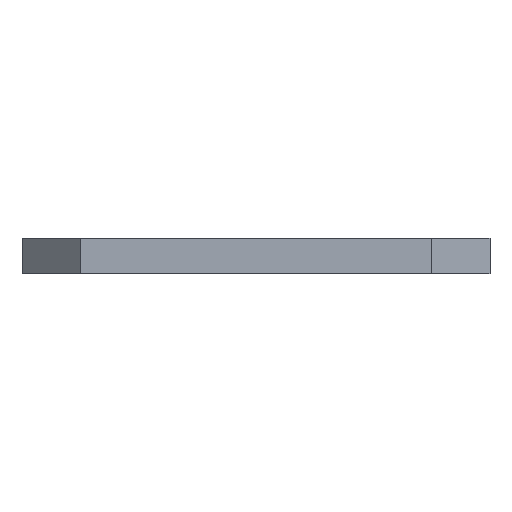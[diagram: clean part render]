
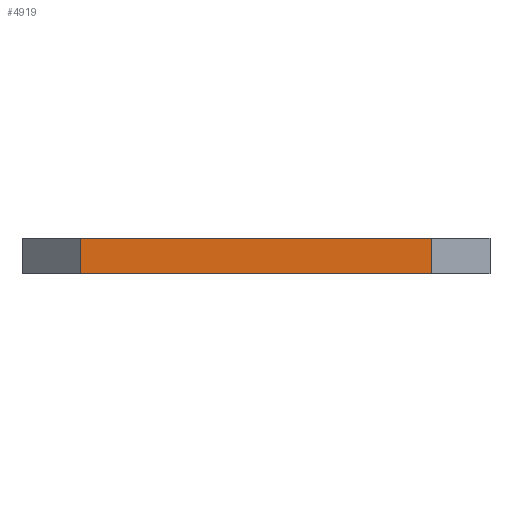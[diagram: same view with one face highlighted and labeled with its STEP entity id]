
A CAD part, left-side view. The second image highlights one B-rep face of the part: STEP entity #4919.
In plain terms, the highlighted planar face has unit normal (-1, 0, 0).
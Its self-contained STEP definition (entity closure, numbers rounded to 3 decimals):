
#4919=ADVANCED_FACE('',(#10484),#10485,.T.);
#10484=FACE_OUTER_BOUND('',#16366,.T.);
#10485=PLANE('',#16367);
#16366=EDGE_LOOP('',(#30393,#30394,#30395,#30396));
#16367=AXIS2_PLACEMENT_3D('',#30397,#30398,#30399);
#30393=ORIENTED_EDGE('',*,*,#34324,.T.);
#30394=ORIENTED_EDGE('',*,*,#34344,.T.);
#30395=ORIENTED_EDGE('',*,*,#34327,.T.);
#30396=ORIENTED_EDGE('',*,*,#36621,.T.);
#30397=CARTESIAN_POINT('',(-500.0,-350.0,0.0));
#30398=DIRECTION('',(-1.0,0.0,0.0));
#30399=DIRECTION('',(0.0,0.0,1.0));
#34324=EDGE_CURVE('',#42471,#42475,#42477,.T.);
#34327=EDGE_CURVE('',#42482,#42479,#42483,.T.);
#34344=EDGE_CURVE('',#42475,#42482,#42509,.T.);
#36621=EDGE_CURVE('',#42479,#42471,#44786,.T.);
#42471=VERTEX_POINT('',#51934);
#42475=VERTEX_POINT('',#51940);
#42477=LINE('',#51943,#51944);
#42479=VERTEX_POINT('',#51946);
#42482=VERTEX_POINT('',#51950);
#42483=LINE('',#51951,#51952);
#42509=LINE('',#51991,#51992);
#44786=LINE('',#54270,#54271);
#51934=CARTESIAN_POINT('',(-500.0,-300.0,0.0));
#51940=CARTESIAN_POINT('',(-500.0,-300.0,60.0));
#51943=CARTESIAN_POINT('',(-500.0,-300.0,30.0));
#51944=VECTOR('',#59475,10.0);
#51946=CARTESIAN_POINT('',(-500.0,300.0,0.0));
#51950=CARTESIAN_POINT('',(-500.0,300.0,60.0));
#51951=CARTESIAN_POINT('',(-500.0,300.0,30.0));
#51952=VECTOR('',#59477,10.0);
#51991=CARTESIAN_POINT('',(-500.0,350.0,60.0));
#51992=VECTOR('',#59491,1.0);
#54270=CARTESIAN_POINT('',(-500.0,350.0,0.0));
#54271=VECTOR('',#63387,1.0);
#59475=DIRECTION('',(0.0,0.0,1.0));
#59477=DIRECTION('',(-0.0,-0.0,-1.0));
#59491=DIRECTION('',(0.0,1.0,0.0));
#63387=DIRECTION('',(0.0,-1.0,0.0));
